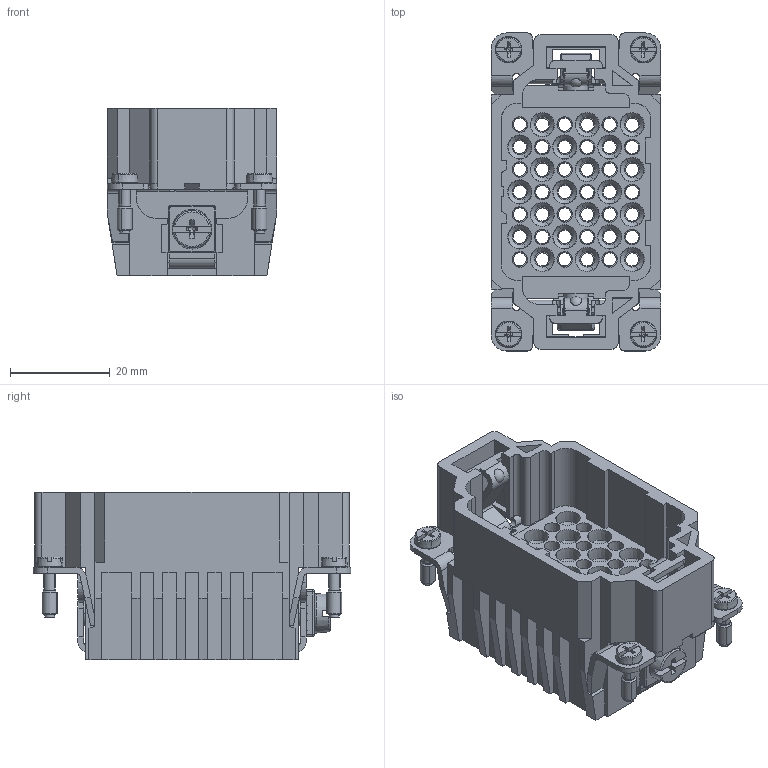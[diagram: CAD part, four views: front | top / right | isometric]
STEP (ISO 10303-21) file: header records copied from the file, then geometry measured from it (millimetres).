
FILE_DESCRIPTION(('CATIA V5 STEP','CAx-IF Rec.Pracs.--- Model Styling and Organization---1.2---2011-12-15'),'2;1');
FILE_NAME ('13440419_2', '2018-08-16T12:24:04+00:00', ('none'), ('Weidmueller'), 'CATIA Version 5-6 Release 2014 SP4 HF52', 'CATIA V5 STEP AP214', 'none');
FILE_SCHEMA(('AUTOMOTIVE_DESIGN { 1 0 10303 214 1 1 1 1 }'));
Products named in the file (1): 1651170000
Bounding box: 33.9 x 63.7 x 33.5 mm (x, y, z)
Volume: 22155 mm3; surface area: 26786 mm2
Topology: 1 solids, 1 shells, 1817 faces, 5114 edges, 3153 vertices
Faces by surface type: plane 765, cone 558, cylinder 416, torus 56, bspline 16, sphere 6
Entity records: 57074 total; most frequent: CARTESIAN_POINT 14836, ORIENTED_EDGE 10200, DIRECTION 6417, EDGE_CURVE 5100, VERTEX_POINT 3153, VECTOR 2918, LINE 2918, AXIS2_PLACEMENT_3D 2420
